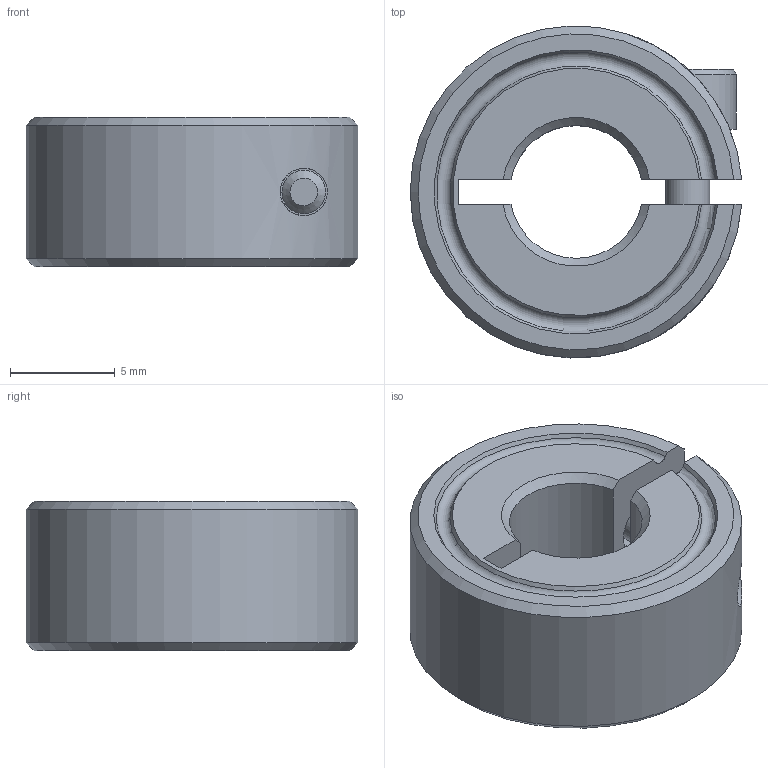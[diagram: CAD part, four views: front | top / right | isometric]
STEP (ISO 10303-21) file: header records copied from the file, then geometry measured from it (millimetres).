
FILE_DESCRIPTION(/* description */ (''),/* implementation_level */ '2;1');
FILE_NAME(/* name */ 'MISC_ShaftCollar_CL-4-A.ipt.stp',/* time_stamp */ '2016-01-07T16:45:40-08:00',/* author */ ('Autodesk Inc.'),/* organization */ ('Autodesk Inc.'),/* preprocessor_version */ 'ST-DEVELOPER v16.1',/* originating_system */ 'Autodesk Inventor 2016',/* authorisation */ '');
FILE_SCHEMA (('AUTOMOTIVE_DESIGN { 1 0 10303 214 3 1 1 }'));
Length unit declared in the file: inch
Products named in the file (1): MISC_ShaftCollar_CL-4-A
Bounding box: 15.85 x 15.86 x 7.14 mm (x, y, z)
Volume: 1081.7 mm3; surface area: 1067 mm2
Topology: 1 solids, 1 shells, 39 faces, 96 edges, 63 vertices
Faces by surface type: plane 20, cone 10, cylinder 8, torus 1
Full cylindrical faces by diameter (mm): 2.088 x1, 2.261 x1, 3.048 x1, 4.648 x1
Entity records: 1321 total; most frequent: CARTESIAN_POINT 358, DIRECTION 179, ORIENTED_EDGE 176, EDGE_CURVE 88, AXIS2_PLACEMENT_3D 67, VERTEX_POINT 61, EDGE_LOOP 51, LINE 45
